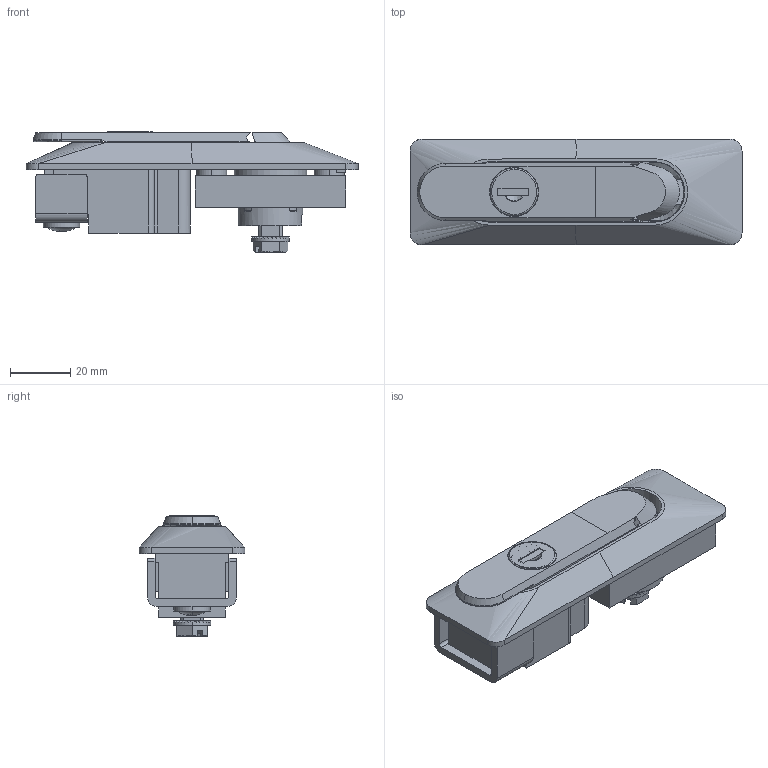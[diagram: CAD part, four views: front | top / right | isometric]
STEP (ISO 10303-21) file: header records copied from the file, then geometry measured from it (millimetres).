
FILE_DESCRIPTION (( 'STEP AP214' ), '1' );
FILE_NAME ('308.12.2.03.00.STEP', '2017-07-19T13:32:01', ( '' ), ( '' ), 'SwSTEP 2.0', 'SolidWorks 2017', '' );
FILE_SCHEMA (( 'AUTOMOTIVE_DESIGN' ));
Length unit declared in the file: millimetre
Products named in the file (22): 30603062_3; _843; _832; _630; 30603062_2; 30603062; 004_006 Arka Kapak; 32005008; 32005041; _60; _55; _73; _110; _326; 22003273; _86; hexagon head screw ISO 4017A M6_12 b_14mm l_6mm; 308.12.2.03.00; _843_2; _832_2; _630_2; 30603062_4
Assembly tree (21 placements, depth 2):
  308.12.2.03.00
    _86
    _326
    _73
    _55
    _60
    32005041
    32005008
    004_006 Arka Kapak
    30603062
    30603062_2
    _630
    _832
    _843
    30603062_3
    30603062_4
    _630_2
    _832_2
    _843_2
    hexagon head screw ISO 4017A M6_12 b_14mm l_6mm
    22003273
    _110
Bounding box: 110 x 35 x 39.8 mm (x, y, z)
Volume: 40209.8 mm3; surface area: 41116 mm2
Topology: 12 solids, 22 shells, 1041 faces, 2877 edges, 1857 vertices
Faces by surface type: plane 542, cylinder 293, bspline 170, cone 34, torus 2
Entity records: 45943 total; most frequent: CARTESIAN_POINT 19873, ORIENTED_EDGE 5581, DIRECTION 4849, EDGE_CURVE 2857, VERTEX_POINT 1857, AXIS2_PLACEMENT_3D 1648, VECTOR 1553, LINE 1553
